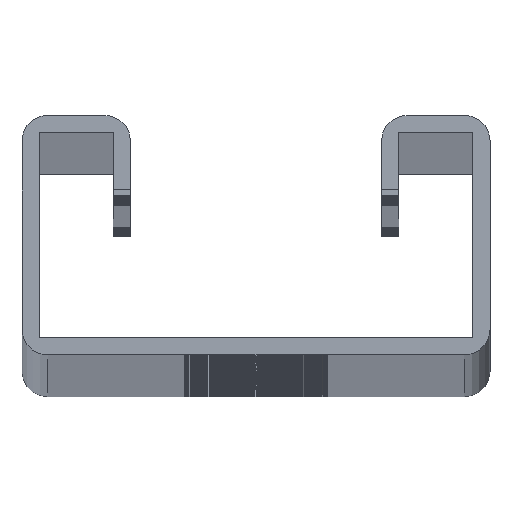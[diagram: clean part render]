
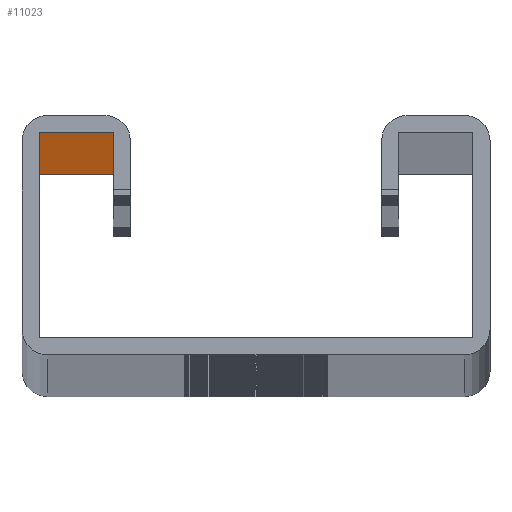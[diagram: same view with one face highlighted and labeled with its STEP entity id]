
A CAD part, top view. The second image highlights one B-rep face of the part: STEP entity #11023.
In plain terms, the highlighted planar face has unit normal (0, -1, 0).
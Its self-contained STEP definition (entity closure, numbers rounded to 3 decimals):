
#2053 = DIRECTION ( 'NONE',  ( 1., 0., 0. ) ) ;
#2102 = CARTESIAN_POINT ( 'NONE',  ( -19., 19.5, -1050. ) ) ;
#2289 = VERTEX_POINT ( 'NONE', #9622 ) ;
#3445 = VECTOR ( 'NONE', #25528, 1000. ) ;
#7126 = CARTESIAN_POINT ( 'NONE',  ( 0., 19.5, 0. ) ) ;
#7910 = ORIENTED_EDGE ( 'NONE', *, *, #38913, .T. ) ;
#8523 = LINE ( 'NONE', #10826, #40803 ) ;
#9622 = CARTESIAN_POINT ( 'NONE',  ( -12.5, 19.5, 0. ) ) ;
#10826 = CARTESIAN_POINT ( 'NONE',  ( -20.5, 19.5, -2100. ) ) ;
#11023 = ADVANCED_FACE ( 'NONE', ( #37994 ), #35390, .T. ) ;
#13791 = DIRECTION ( 'NONE',  ( 0., 0., -1. ) ) ;
#15393 = LINE ( 'NONE', #2102, #30519 ) ;
#15624 = EDGE_LOOP ( 'NONE', ( #31763, #17448, #7910, #24578 ) ) ;
#16849 = CARTESIAN_POINT ( 'NONE',  ( -19., 19.5, 0. ) ) ;
#17448 = ORIENTED_EDGE ( 'NONE', *, *, #56908, .T. ) ;
#17477 = DIRECTION ( 'NONE',  ( 0., 0., -1. ) ) ;
#19067 = VERTEX_POINT ( 'NONE', #27980 ) ;
#21737 = CARTESIAN_POINT ( 'NONE',  ( -20.5, 19.5, -1050. ) ) ;
#22700 = VECTOR ( 'NONE', #13791, 1000. ) ;
#24578 = ORIENTED_EDGE ( 'NONE', *, *, #27338, .F. ) ;
#25528 = DIRECTION ( 'NONE',  ( 1., 0., 0. ) ) ;
#26341 = DIRECTION ( 'NONE',  ( 0., -1., 0. ) ) ;
#27338 = EDGE_CURVE ( 'NONE', #2289, #19067, #47865, .T. ) ;
#27980 = CARTESIAN_POINT ( 'NONE',  ( -12.5, 19.5, -2100. ) ) ;
#30519 = VECTOR ( 'NONE', #34737, 1000. ) ;
#31763 = ORIENTED_EDGE ( 'NONE', *, *, #42546, .F. ) ;
#34737 = DIRECTION ( 'NONE',  ( 0., 0., -1. ) ) ;
#35390 = PLANE ( 'NONE',  #54337 ) ;
#36443 = LINE ( 'NONE', #7126, #3445 ) ;
#37994 = FACE_OUTER_BOUND ( 'NONE', #15624, .T. ) ;
#38913 = EDGE_CURVE ( 'NONE', #46243, #19067, #8523, .T. ) ;
#40803 = VECTOR ( 'NONE', #2053, 1000. ) ;
#42546 = EDGE_CURVE ( 'NONE', #51894, #2289, #36443, .T. ) ;
#45492 = CARTESIAN_POINT ( 'NONE',  ( -12.5, 19.5, -1050. ) ) ;
#46243 = VERTEX_POINT ( 'NONE', #52929 ) ;
#47865 = LINE ( 'NONE', #45492, #22700 ) ;
#51894 = VERTEX_POINT ( 'NONE', #16849 ) ;
#52929 = CARTESIAN_POINT ( 'NONE',  ( -19., 19.5, -2100. ) ) ;
#54337 = AXIS2_PLACEMENT_3D ( 'NONE', #21737, #26341, #17477 ) ;
#56908 = EDGE_CURVE ( 'NONE', #51894, #46243, #15393, .T. ) ;
